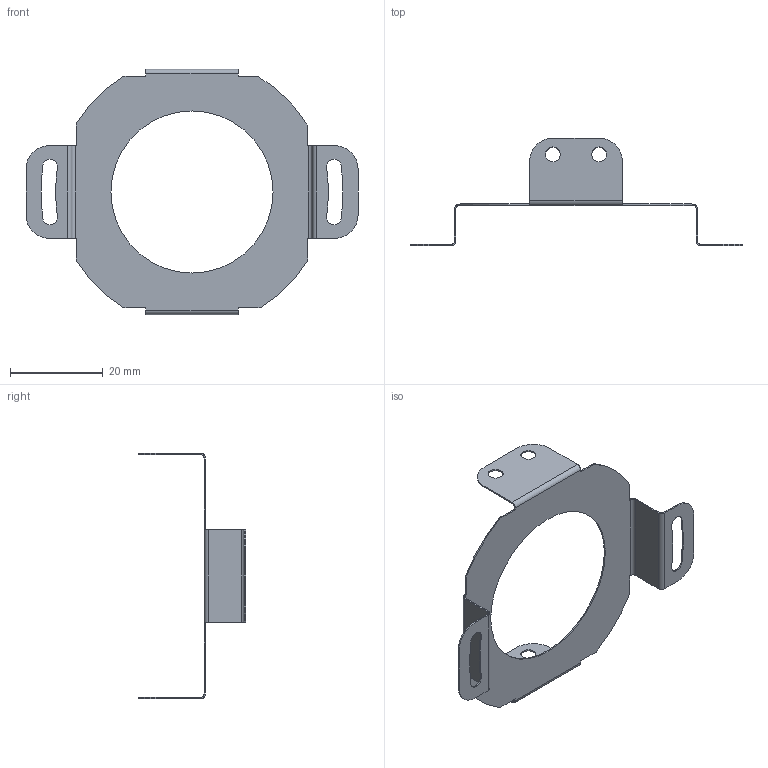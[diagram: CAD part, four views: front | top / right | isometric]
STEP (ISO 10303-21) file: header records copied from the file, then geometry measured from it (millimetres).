
FILE_DESCRIPTION((''),'2;1');
FILE_NAME('CAD-6788A','2020-01-14T10:21:19',('creinig-se'),(''),'CREO PARAMETRIC BY PTC INC, 2018420','CREO PARAMETRIC BY PTC INC, 2018420','');
FILE_SCHEMA(('CONFIG_CONTROL_DESIGN','SHAPE_APPEARANCE_LAYERS_GROUPS'));
Length unit declared in the file: millimetre
Products named in the file (1): CAD-6788A
Bounding box: 71.71 x 23.2 x 53 mm (x, y, z)
Volume: 769.1 mm3; surface area: 5280.1 mm2
Topology: 1 solids, 1 shells, 102 faces, 256 edges, 156 vertices
Faces by surface type: plane 58, cylinder 44
Entity records: 3914 total; most frequent: DIRECTION 556, CARTESIAN_POINT 516, ORIENTED_EDGE 512, PRESENTATION_STYLE_ASSIGNMENT 259, STYLED_ITEM 259, CURVE_STYLE 258, EDGE_CURVE 256, AXIS2_PLACEMENT_3D 196
